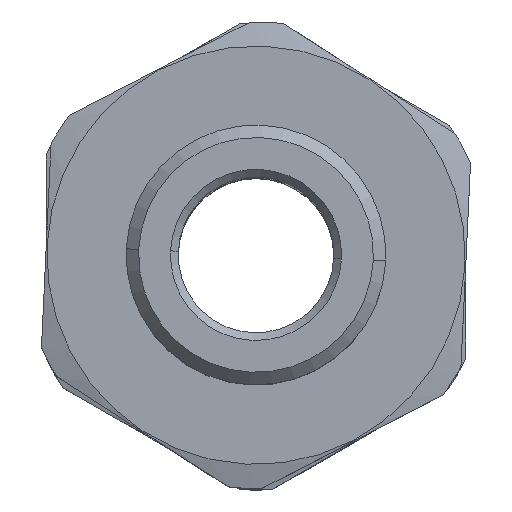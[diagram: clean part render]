
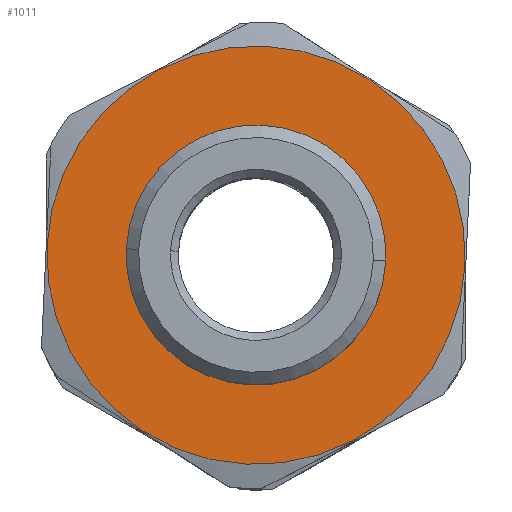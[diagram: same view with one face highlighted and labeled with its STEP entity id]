
A CAD part, top view. The second image highlights one B-rep face of the part: STEP entity #1011.
In plain terms, the highlighted planar face has unit normal (0, 0, 1).
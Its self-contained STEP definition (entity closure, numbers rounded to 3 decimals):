
#177 = DIRECTION ( 'NONE',  ( 1., 0., 0. ) ) ;
#196 = CARTESIAN_POINT ( 'NONE',  ( 0., 0., -11.5 ) ) ;
#309 = DIRECTION ( 'NONE',  ( -1., 0., 0. ) ) ;
#406 = FACE_BOUND ( 'NONE', #881, .T. ) ;
#481 = EDGE_CURVE ( 'NONE', #1897, #1852, #1342, .T. ) ;
#526 = DIRECTION ( 'NONE',  ( 0., 0., 1. ) ) ;
#546 = AXIS2_PLACEMENT_3D ( 'NONE', #2719, #2390, #2062 ) ;
#566 = CIRCLE ( 'NONE', #1674, 8.35 ) ;
#647 = VERTEX_POINT ( 'NONE', #2454 ) ;
#650 = DIRECTION ( 'NONE',  ( 0., 0., -1. ) ) ;
#672 = FACE_OUTER_BOUND ( 'NONE', #2227, .T. ) ;
#830 = AXIS2_PLACEMENT_3D ( 'NONE', #979, #650, #309 ) ;
#854 = CARTESIAN_POINT ( 'NONE',  ( -8.35, 0., -11.5 ) ) ;
#861 = CARTESIAN_POINT ( 'NONE',  ( 0., 0., -11.5 ) ) ;
#881 = EDGE_LOOP ( 'NONE', ( #2249, #1597 ) ) ;
#905 = AXIS2_PLACEMENT_3D ( 'NONE', #196, #2146, #1809 ) ;
#972 = CIRCLE ( 'NONE', #1384, 13.45 ) ;
#975 = ORIENTED_EDGE ( 'NONE', *, *, #1657, .T. ) ;
#979 = CARTESIAN_POINT ( 'NONE',  ( 0., 8.35, -11.5 ) ) ;
#1011 = ADVANCED_FACE ( 'NONE', ( #406, #672 ), #1315, .F. ) ;
#1315 = PLANE ( 'NONE',  #830 ) ;
#1342 = CIRCLE ( 'NONE', #905, 13.45 ) ;
#1384 = AXIS2_PLACEMENT_3D ( 'NONE', #2962, #2628, #2296 ) ;
#1568 = CARTESIAN_POINT ( 'NONE',  ( -13.45, 0., -11.5 ) ) ;
#1597 = ORIENTED_EDGE ( 'NONE', *, *, #3012, .F. ) ;
#1633 = VERTEX_POINT ( 'NONE', #854 ) ;
#1657 = EDGE_CURVE ( 'NONE', #1852, #1897, #972, .T. ) ;
#1674 = AXIS2_PLACEMENT_3D ( 'NONE', #861, #526, #177 ) ;
#1809 = DIRECTION ( 'NONE',  ( 1., 0., 0. ) ) ;
#1852 = VERTEX_POINT ( 'NONE', #1568 ) ;
#1897 = VERTEX_POINT ( 'NONE', #2191 ) ;
#1999 = EDGE_CURVE ( 'NONE', #647, #1633, #2739, .T. ) ;
#2062 = DIRECTION ( 'NONE',  ( 1., 0., 0. ) ) ;
#2146 = DIRECTION ( 'NONE',  ( 0., 0., 1. ) ) ;
#2191 = CARTESIAN_POINT ( 'NONE',  ( 13.45, 0., -11.5 ) ) ;
#2227 = EDGE_LOOP ( 'NONE', ( #975, #2712 ) ) ;
#2249 = ORIENTED_EDGE ( 'NONE', *, *, #1999, .F. ) ;
#2296 = DIRECTION ( 'NONE',  ( 1., 0., 0. ) ) ;
#2390 = DIRECTION ( 'NONE',  ( 0., 0., 1. ) ) ;
#2454 = CARTESIAN_POINT ( 'NONE',  ( 8.35, 0., -11.5 ) ) ;
#2628 = DIRECTION ( 'NONE',  ( 0., 0., 1. ) ) ;
#2712 = ORIENTED_EDGE ( 'NONE', *, *, #481, .T. ) ;
#2719 = CARTESIAN_POINT ( 'NONE',  ( 0., 0., -11.5 ) ) ;
#2739 = CIRCLE ( 'NONE', #546, 8.35 ) ;
#2962 = CARTESIAN_POINT ( 'NONE',  ( 0., 0., -11.5 ) ) ;
#3012 = EDGE_CURVE ( 'NONE', #1633, #647, #566, .T. ) ;
